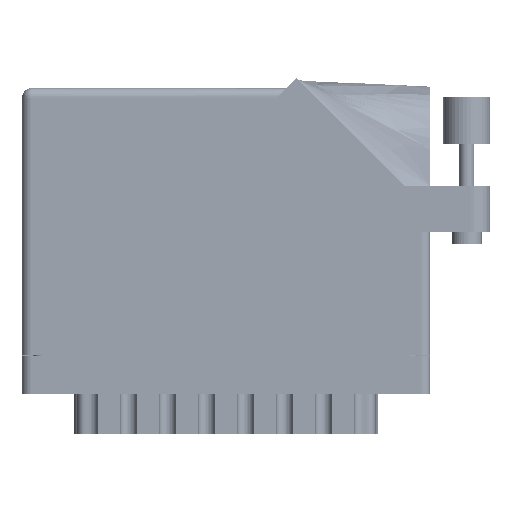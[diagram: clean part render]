
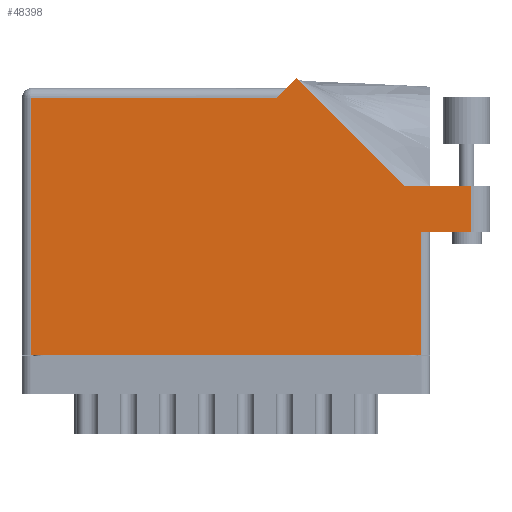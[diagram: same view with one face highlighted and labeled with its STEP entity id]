
A CAD part, front view. The second image highlights one B-rep face of the part: STEP entity #48398.
In plain terms, the highlighted face is planar.
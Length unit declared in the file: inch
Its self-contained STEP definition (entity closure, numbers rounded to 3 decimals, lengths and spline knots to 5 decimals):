
#613 = CARTESIAN_POINT ( 'NONE',  ( 2.55242, 1.122, 0. ) ) ;
#1758 = CARTESIAN_POINT ( 'NONE',  ( 0.062, 1.713, 0. ) ) ;
#1951 = VERTEX_POINT ( 'NONE', #29422 ) ;
#3101 = VECTOR ( 'NONE', #61689, 39.37008 ) ;
#3692 = LINE ( 'NONE', #37015, #23098 ) ;
#3779 = VECTOR ( 'NONE', #31942, 39.37008 ) ;
#4756 = LINE ( 'NONE', #7945, #3779 ) ;
#5482 = CARTESIAN_POINT ( 'NONE',  ( 0., 0., 0. ) ) ;
#7830 = CARTESIAN_POINT ( 'NONE',  ( 0.062, 0., 0. ) ) ;
#7945 = CARTESIAN_POINT ( 'NONE',  ( 2.55242, 1.122, 0. ) ) ;
#8487 = VECTOR ( 'NONE', #54773, 39.37008 ) ;
#9548 = LINE ( 'NONE', #15448, #3101 ) ;
#12118 = VERTEX_POINT ( 'NONE', #58895 ) ;
#15448 = CARTESIAN_POINT ( 'NONE',  ( 0.062, 0., 0. ) ) ;
#15795 = CARTESIAN_POINT ( 'NONE',  ( 0., 1.775, 0. ) ) ;
#15964 = CARTESIAN_POINT ( 'NONE',  ( 2.993, 1.122, 0. ) ) ;
#16156 = VERTEX_POINT ( 'NONE', #1758 ) ;
#18387 = ORIENTED_EDGE ( 'NONE', *, *, #65462, .T. ) ;
#19199 = DIRECTION ( 'NONE',  ( -1., 0., 0. ) ) ;
#19447 = ORIENTED_EDGE ( 'NONE', *, *, #32408, .T. ) ;
#21918 = DIRECTION ( 'NONE',  ( 0., 1., 0. ) ) ;
#22238 = VERTEX_POINT ( 'NONE', #7830 ) ;
#22288 = CARTESIAN_POINT ( 'NONE',  ( 2.656, 0.815, 0. ) ) ;
#22474 = DIRECTION ( 'NONE',  ( 1., 0., 0. ) ) ;
#22983 = CARTESIAN_POINT ( 'NONE',  ( 2.718, 0.815, 0. ) ) ;
#23098 = VECTOR ( 'NONE', #19199, 39.37008 ) ;
#23922 = ORIENTED_EDGE ( 'NONE', *, *, #43685, .T. ) ;
#25047 = ORIENTED_EDGE ( 'NONE', *, *, #56650, .T. ) ;
#25533 = VECTOR ( 'NONE', #63122, 39.37008 ) ;
#26030 = VECTOR ( 'NONE', #54252, 39.37008 ) ;
#27113 = CARTESIAN_POINT ( 'NONE',  ( 2.993, 1.122, 0. ) ) ;
#28556 = EDGE_CURVE ( 'NONE', #72726, #47916, #39845, .T. ) ;
#28576 = EDGE_CURVE ( 'NONE', #1951, #48098, #42600, .T. ) ;
#28959 = DIRECTION ( 'NONE',  ( 1., 0., 0. ) ) ;
#29422 = CARTESIAN_POINT ( 'NONE',  ( 1.82871, 1.84571, 0. ) ) ;
#31942 = DIRECTION ( 'NONE',  ( -0.707, 0.707, 0. ) ) ;
#32408 = EDGE_CURVE ( 'NONE', #12118, #72726, #42553, .T. ) ;
#32701 = EDGE_CURVE ( 'NONE', #48098, #16156, #3692, .T. ) ;
#32808 = ORIENTED_EDGE ( 'NONE', *, *, #52929, .T. ) ;
#36038 = AXIS2_PLACEMENT_3D ( 'NONE', #15795, #40810, #64348 ) ;
#36078 = VECTOR ( 'NONE', #21918, 39.37008 ) ;
#36080 = LINE ( 'NONE', #5482, #71186 ) ;
#37015 = CARTESIAN_POINT ( 'NONE',  ( 0., 1.713, 0. ) ) ;
#39845 = LINE ( 'NONE', #65657, #8487 ) ;
#40810 = DIRECTION ( 'NONE',  ( 0., 0., -1. ) ) ;
#41464 = VERTEX_POINT ( 'NONE', #42103 ) ;
#41604 = FACE_OUTER_BOUND ( 'NONE', #51158, .T. ) ;
#42103 = CARTESIAN_POINT ( 'NONE',  ( 2.656, 0.815, 0. ) ) ;
#42553 = LINE ( 'NONE', #15964, #36078 ) ;
#42600 = LINE ( 'NONE', #54513, #26030 ) ;
#43685 = EDGE_CURVE ( 'NONE', #41464, #12118, #60778, .T. ) ;
#45798 = VERTEX_POINT ( 'NONE', #48940 ) ;
#47916 = VERTEX_POINT ( 'NONE', #613 ) ;
#48098 = VERTEX_POINT ( 'NONE', #55078 ) ;
#48398 = ADVANCED_FACE ( 'NONE', ( #41604 ), #56883, .F. ) ;
#48940 = CARTESIAN_POINT ( 'NONE',  ( 2.656, 0., 0. ) ) ;
#51158 = EDGE_LOOP ( 'NONE', ( #23922, #19447, #64901, #25047, #55836, #69249, #18387, #66259, #32808 ) ) ;
#52929 = EDGE_CURVE ( 'NONE', #45798, #41464, #61534, .T. ) ;
#54252 = DIRECTION ( 'NONE',  ( -0.707, -0.707, 0. ) ) ;
#54513 = CARTESIAN_POINT ( 'NONE',  ( 1.758, 1.775, 0. ) ) ;
#54773 = DIRECTION ( 'NONE',  ( -1., 0., 0. ) ) ;
#55078 = CARTESIAN_POINT ( 'NONE',  ( 1.696, 1.713, 0. ) ) ;
#55836 = ORIENTED_EDGE ( 'NONE', *, *, #28576, .T. ) ;
#56650 = EDGE_CURVE ( 'NONE', #47916, #1951, #4756, .T. ) ;
#56883 = PLANE ( 'NONE',  #36038 ) ;
#58895 = CARTESIAN_POINT ( 'NONE',  ( 2.993, 0.815, 0. ) ) ;
#60778 = LINE ( 'NONE', #22983, #68228 ) ;
#61534 = LINE ( 'NONE', #22288, #25533 ) ;
#61689 = DIRECTION ( 'NONE',  ( 0., -1., 0. ) ) ;
#63122 = DIRECTION ( 'NONE',  ( 0., 1., 0. ) ) ;
#64348 = DIRECTION ( 'NONE',  ( -1., 0., 0. ) ) ;
#64901 = ORIENTED_EDGE ( 'NONE', *, *, #28556, .T. ) ;
#65462 = EDGE_CURVE ( 'NONE', #16156, #22238, #9548, .T. ) ;
#65657 = CARTESIAN_POINT ( 'NONE',  ( 3.118, 1.122, 0. ) ) ;
#66259 = ORIENTED_EDGE ( 'NONE', *, *, #74046, .T. ) ;
#68228 = VECTOR ( 'NONE', #22474, 39.37008 ) ;
#69249 = ORIENTED_EDGE ( 'NONE', *, *, #32701, .T. ) ;
#71186 = VECTOR ( 'NONE', #28959, 39.37008 ) ;
#72726 = VERTEX_POINT ( 'NONE', #27113 ) ;
#74046 = EDGE_CURVE ( 'NONE', #22238, #45798, #36080, .T. ) ;
